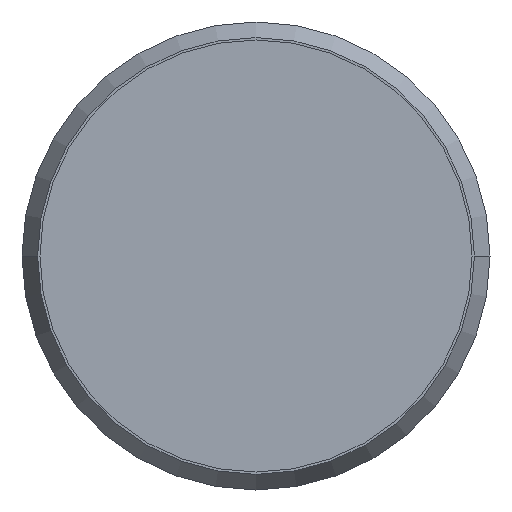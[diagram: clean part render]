
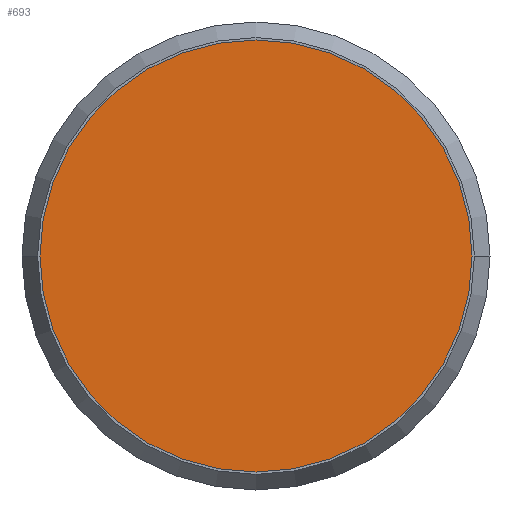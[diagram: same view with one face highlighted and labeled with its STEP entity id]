
A CAD part, front view. The second image highlights one B-rep face of the part: STEP entity #693.
In plain terms, the highlighted planar face has unit normal (0, -1, 0).
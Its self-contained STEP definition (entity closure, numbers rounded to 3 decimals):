
#132=CARTESIAN_POINT('',(0.,-40.,0.));
#133=DIRECTION('',(0.,-1.,0.));
#134=DIRECTION('',(-1.,0.,0.));
#135=AXIS2_PLACEMENT_3D('',#132,#133,#134);
#137=CARTESIAN_POINT('',(0.,-40.,0.));
#138=DIRECTION('',(0.,-1.,0.));
#139=DIRECTION('',(1.,0.,0.));
#140=AXIS2_PLACEMENT_3D('',#137,#138,#139);
#399=CARTESIAN_POINT('',(-13.85,-40.,0.));
#400=CARTESIAN_POINT('',(13.85,-40.,0.));
#401=VERTEX_POINT('',#399);
#402=VERTEX_POINT('',#400);
#684=CARTESIAN_POINT('',(0.,-40.,0.));
#685=DIRECTION('',(0.,-1.,0.));
#686=DIRECTION('',(-1.,0.,0.));
#687=AXIS2_PLACEMENT_3D('',#684,#685,#686);
#688=PLANE('',#687);
#689=ORIENTED_EDGE('',*,*,#650,.F.);
#690=ORIENTED_EDGE('',*,*,#671,.F.);
#691=EDGE_LOOP('',(#689,#690));
#692=FACE_OUTER_BOUND('',#691,.F.);
#693=ADVANCED_FACE('',(#692),#688,.T.);
#136=CIRCLE('',#135,13.85);
#141=CIRCLE('',#140,13.85);
#650=EDGE_CURVE('',#401,#402,#136,.T.);
#671=EDGE_CURVE('',#402,#401,#141,.T.);
